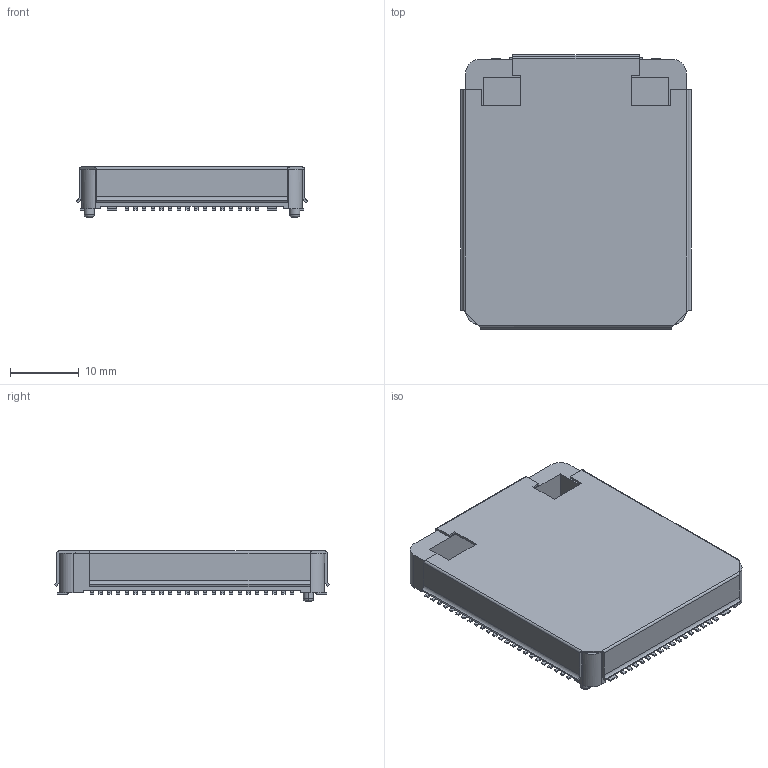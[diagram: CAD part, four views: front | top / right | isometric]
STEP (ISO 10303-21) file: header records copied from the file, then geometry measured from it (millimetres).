
FILE_DESCRIPTION (( 'STEP AP214' ), '1' );
FILE_NAME ('PicoP2400_Socket_SMD.STEP', '2019-09-17T13:47:34', ( '' ), ( '' ), 'SwSTEP 2.0', 'SolidWorks 2018', '' );
FILE_SCHEMA (( 'AUTOMOTIVE_DESIGN' ));
Length unit declared in the file: millimetre
Products named in the file (1): PicoP2400_Socket_SMD
Bounding box: 33.7 x 40.1 x 7.3 mm (x, y, z)
Volume: 3415.2 mm3; surface area: 6081.3 mm2
Topology: 1 solids, 1 shells, 840 faces, 2242 edges, 1488 vertices
Faces by surface type: plane 648, cylinder 188, torus 4
Entity records: 34249 total; most frequent: CARTESIAN_POINT 4583, ORIENTED_EDGE 4484, DIRECTION 4304, EDGE_CURVE 2242, LINE 1854, VECTOR 1854, VERTEX_POINT 1488, AXIS2_PLACEMENT_3D 1225
